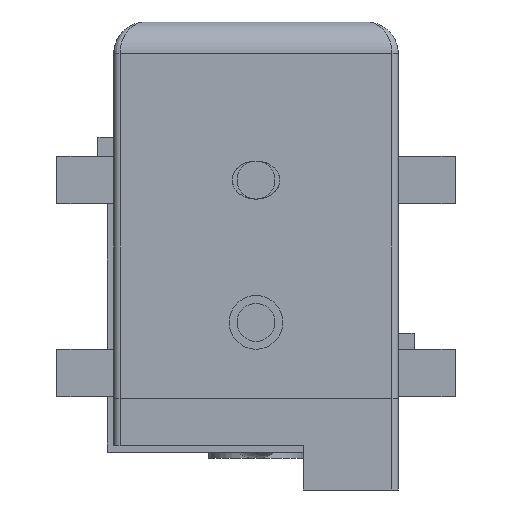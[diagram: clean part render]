
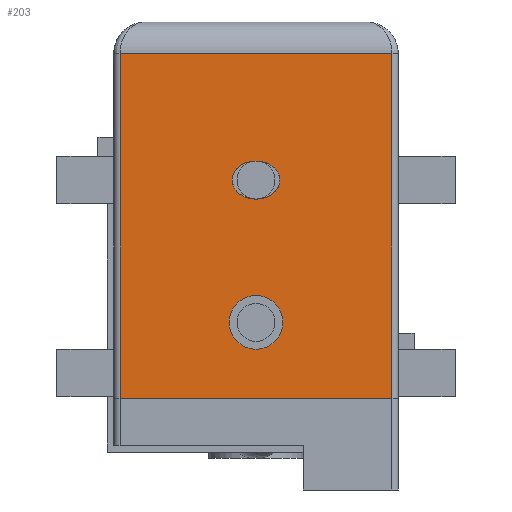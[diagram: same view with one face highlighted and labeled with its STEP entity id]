
A CAD part, front view. The second image highlights one B-rep face of the part: STEP entity #203.
In plain terms, the highlighted planar face has unit normal (0, -1, 0).
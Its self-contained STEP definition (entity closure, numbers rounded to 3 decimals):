
#203=ADVANCED_FACE('',(#378,#379,#380),#381,.T.);
#378=FACE_OUTER_BOUND('',#643,.T.);
#379=FACE_BOUND('',#644,.T.);
#380=FACE_BOUND('',#645,.T.);
#381=PLANE('',#646);
#643=EDGE_LOOP('',(#1611,#1612,#1613,#1614));
#644=EDGE_LOOP('',(#1615,#1616));
#645=EDGE_LOOP('',(#1617,#1618));
#646=AXIS2_PLACEMENT_3D('',#1619,#1620,#1621);
#1611=ORIENTED_EDGE('',*,*,#2364,.T.);
#1612=ORIENTED_EDGE('',*,*,#2365,.T.);
#1613=ORIENTED_EDGE('',*,*,#2366,.T.);
#1614=ORIENTED_EDGE('',*,*,#2323,.F.);
#1615=ORIENTED_EDGE('',*,*,#2367,.T.);
#1616=ORIENTED_EDGE('',*,*,#2368,.T.);
#1617=ORIENTED_EDGE('',*,*,#2369,.T.);
#1618=ORIENTED_EDGE('',*,*,#2370,.T.);
#1619=CARTESIAN_POINT('',(-4.5,0.0,-11.9));
#1620=DIRECTION('',(0.0,-1.0,0.0));
#1621=DIRECTION('',(0.0,0.0,-1.0));
#2323=EDGE_CURVE('',#2684,#2686,#2687,.T.);
#2364=EDGE_CURVE('',#2684,#2754,#2756,.T.);
#2365=EDGE_CURVE('',#2754,#2757,#2758,.T.);
#2366=EDGE_CURVE('',#2757,#2686,#2759,.T.);
#2367=EDGE_CURVE('',#2760,#2761,#2762,.T.);
#2368=EDGE_CURVE('',#2761,#2760,#2763,.T.);
#2369=EDGE_CURVE('',#2764,#2765,#2766,.T.);
#2370=EDGE_CURVE('',#2765,#2764,#2767,.T.);
#2684=VERTEX_POINT('',#3287);
#2686=VERTEX_POINT('',#3289);
#2687=LINE('',#3290,#3291);
#2754=VERTEX_POINT('',#3395);
#2756=LINE('',#3397,#3398);
#2757=VERTEX_POINT('',#3399);
#2758=LINE('',#3400,#3401);
#2759=LINE('',#3402,#3403);
#2760=VERTEX_POINT('',#3404);
#2761=VERTEX_POINT('',#3405);
#2762=B_SPLINE_CURVE_WITH_KNOTS('',3,(#3406,#3407,#3408,#3409,#3410,#3411,#3412,#3413,#3414,#3415,#3416,#3417,#3418,#3419,#3420,#3421),.UNSPECIFIED.,.F.,.F.,(4,1,1,1,1,1,1,1,1,1,1,1,1,4),(0.0,0.077,0.154,0.231,0.308,0.385,0.462,0.538,0.615,0.692,0.769,0.846,0.923,1.0),.UNSPECIFIED.);
#2763=B_SPLINE_CURVE_WITH_KNOTS('',3,(#3422,#3423,#3424,#3425,#3426,#3427,#3428,#3429,#3430,#3431,#3432,#3433,#3434,#3435,#3436,#3437),.UNSPECIFIED.,.F.,.F.,(4,1,1,1,1,1,1,1,1,1,1,1,1,4),(0.0,0.077,0.154,0.231,0.308,0.385,0.462,0.538,0.615,0.692,0.769,0.846,0.923,1.0),.UNSPECIFIED.);
#2764=VERTEX_POINT('',#3438);
#2765=VERTEX_POINT('',#3439);
#2766=CIRCLE('',#3440,0.85);
#2767=CIRCLE('',#3441,0.85);
#3287=CARTESIAN_POINT('',(4.3,0.0,-11.9));
#3289=CARTESIAN_POINT('',(-4.3,0.0,-11.9));
#3290=CARTESIAN_POINT('',(4.3,0.0,-11.9));
#3291=VECTOR('',#4055,8.6);
#3395=CARTESIAN_POINT('',(4.3,0.0,-1.0));
#3397=CARTESIAN_POINT('',(4.3,0.0,-11.9));
#3398=VECTOR('',#4102,10.9);
#3399=CARTESIAN_POINT('',(-4.3,0.0,-1.0));
#3400=CARTESIAN_POINT('',(4.3,0.0,-1.0));
#3401=VECTOR('',#4103,8.6);
#3402=CARTESIAN_POINT('',(-4.3,0.,-1.0));
#3403=VECTOR('',#4104,10.9);
#3404=CARTESIAN_POINT('',(0.75,0.0,-5.0));
#3405=CARTESIAN_POINT('',(-0.75,0.0,-5.0));
#3406=CARTESIAN_POINT('',(0.75,0.0,-5.0));
#3407=CARTESIAN_POINT('',(0.75,0.0,-5.042));
#3408=CARTESIAN_POINT('',(0.739,0.0,-5.125));
#3409=CARTESIAN_POINT('',(0.692,0.0,-5.243));
#3410=CARTESIAN_POINT('',(0.611,0.0,-5.356));
#3411=CARTESIAN_POINT('',(0.501,0.0,-5.452));
#3412=CARTESIAN_POINT('',(0.363,0.0,-5.532));
#3413=CARTESIAN_POINT('',(0.183,0.0,-5.589));
#3414=CARTESIAN_POINT('',(-0.011,0.0,-5.607));
#3415=CARTESIAN_POINT('',(-0.22,0.0,-5.582));
#3416=CARTESIAN_POINT('',(-0.411,0.0,-5.512));
#3417=CARTESIAN_POINT('',(-0.575,0.0,-5.397));
#3418=CARTESIAN_POINT('',(-0.681,0.0,-5.266));
#3419=CARTESIAN_POINT('',(-0.739,0.0,-5.128));
#3420=CARTESIAN_POINT('',(-0.75,0.0,-5.042));
#3421=CARTESIAN_POINT('',(-0.75,0.0,-5.0));
#3422=CARTESIAN_POINT('',(-0.75,0.0,-5.0));
#3423=CARTESIAN_POINT('',(-0.75,0.0,-4.958));
#3424=CARTESIAN_POINT('',(-0.739,0.0,-4.875));
#3425=CARTESIAN_POINT('',(-0.692,0.0,-4.757));
#3426=CARTESIAN_POINT('',(-0.611,0.0,-4.644));
#3427=CARTESIAN_POINT('',(-0.501,0.0,-4.548));
#3428=CARTESIAN_POINT('',(-0.363,0.0,-4.468));
#3429=CARTESIAN_POINT('',(-0.183,0.0,-4.411));
#3430=CARTESIAN_POINT('',(0.011,0.0,-4.393));
#3431=CARTESIAN_POINT('',(0.22,0.0,-4.418));
#3432=CARTESIAN_POINT('',(0.411,0.0,-4.488));
#3433=CARTESIAN_POINT('',(0.575,0.0,-4.603));
#3434=CARTESIAN_POINT('',(0.681,0.0,-4.734));
#3435=CARTESIAN_POINT('',(0.739,0.0,-4.872));
#3436=CARTESIAN_POINT('',(0.75,0.0,-4.958));
#3437=CARTESIAN_POINT('',(0.75,0.0,-5.0));
#3438=CARTESIAN_POINT('',(0.0,0.0,-8.65));
#3439=CARTESIAN_POINT('',(0.0,0.0,-10.35));
#3440=AXIS2_PLACEMENT_3D('',#4105,#4106,#4107);
#3441=AXIS2_PLACEMENT_3D('',#4108,#4109,#4110);
#4055=DIRECTION('',(-1.0,0.0,0.0));
#4102=DIRECTION('',(0.0,0.0,1.0));
#4103=DIRECTION('',(-1.0,0.,0.0));
#4104=DIRECTION('',(0.,0.,-1.0));
#4105=CARTESIAN_POINT('',(0.0,0.0,-9.5));
#4106=DIRECTION('',(0.0,1.0,0.0));
#4107=DIRECTION('',(0.0,0.0,1.0));
#4108=CARTESIAN_POINT('',(0.0,0.0,-9.5));
#4109=DIRECTION('',(0.0,1.0,0.0));
#4110=DIRECTION('',(0.0,0.0,-1.0));
